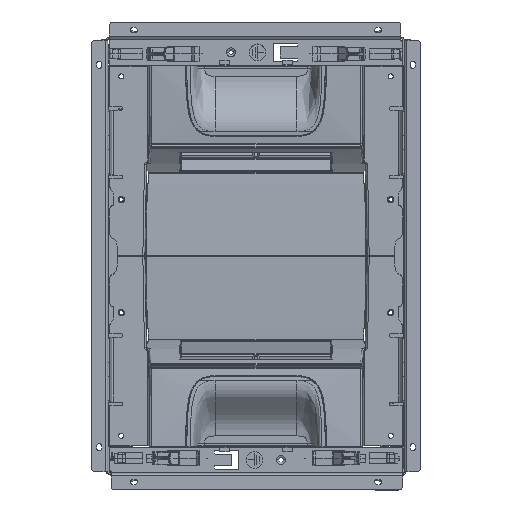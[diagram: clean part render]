
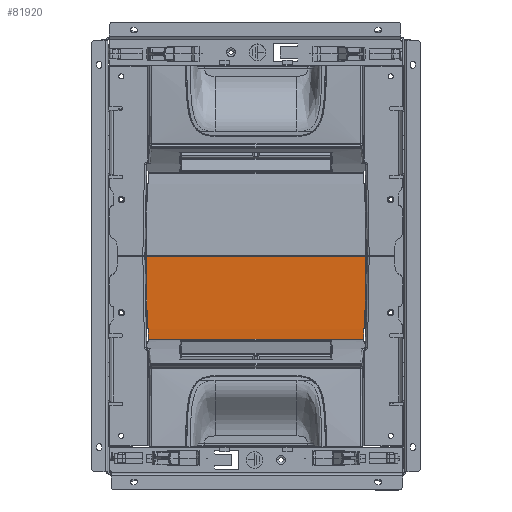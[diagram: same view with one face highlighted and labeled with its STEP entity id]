
A CAD part, top view. The second image highlights one B-rep face of the part: STEP entity #81920.
In plain terms, the highlighted cylindrical face has radius 700 mm (diameter 1400 mm), a partial arc.
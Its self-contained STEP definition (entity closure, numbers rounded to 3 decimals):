
#81895=AXIS2_PLACEMENT_3D('Cylinder Axis2P3D',#81892,#81893,#81894) ;
#76657=CARTESIAN_POINT('Vertex',(-43.606,64.808,2.64)) ;
#76660=CARTESIAN_POINT('Line Origine',(-43.606,65.062,2.64)) ;
#76664=CARTESIAN_POINT('Vertex',(-43.606,65.316,2.64)) ;
#76735=CARTESIAN_POINT('Vertex',(-49.988,64.465,2.213)) ;
#76739=CARTESIAN_POINT('Control Point',(-43.606,64.808,2.64)) ;
#76740=CARTESIAN_POINT('Control Point',(-45.734,64.694,2.508)) ;
#76741=CARTESIAN_POINT('Control Point',(-47.862,64.58,2.365)) ;
#76742=CARTESIAN_POINT('Control Point',(-49.988,64.465,2.213)) ;
#76769=CARTESIAN_POINT('Vertex',(-49.988,-64.465,2.213)) ;
#76772=CARTESIAN_POINT('Line Origine',(-49.988,0.,2.213)) ;
#76799=CARTESIAN_POINT('Vertex',(-43.606,-64.808,2.64)) ;
#76803=CARTESIAN_POINT('Control Point',(-43.606,-64.808,2.64)) ;
#76804=CARTESIAN_POINT('Control Point',(-45.734,-64.694,2.508)) ;
#76805=CARTESIAN_POINT('Control Point',(-47.862,-64.58,2.365)) ;
#76806=CARTESIAN_POINT('Control Point',(-49.988,-64.465,2.213)) ;
#77010=CARTESIAN_POINT('Vertex',(-43.606,-65.316,2.64)) ;
#77013=CARTESIAN_POINT('Line Origine',(-43.606,-65.062,2.64)) ;
#81874=CARTESIAN_POINT('Vertex',(-0.2,66.098,4.)) ;
#81878=CARTESIAN_POINT('Control Point',(-0.2,66.098,4.)) ;
#81879=CARTESIAN_POINT('Control Point',(-8.887,65.947,3.997)) ;
#81880=CARTESIAN_POINT('Control Point',(-17.574,65.792,3.86)) ;
#81881=CARTESIAN_POINT('Control Point',(-26.258,65.636,3.588)) ;
#81882=CARTESIAN_POINT('Control Point',(-34.936,65.477,3.182)) ;
#81883=CARTESIAN_POINT('Control Point',(-43.606,65.316,2.64)) ;
#81892=CARTESIAN_POINT('Axis2P3D Location',(0.,34.25,-696.)) ;
#81898=CARTESIAN_POINT('Control Point',(-0.2,-66.098,4.)) ;
#81899=CARTESIAN_POINT('Control Point',(-14.678,-65.845,3.996)) ;
#81900=CARTESIAN_POINT('Control Point',(-29.157,-65.585,3.542)) ;
#81901=CARTESIAN_POINT('Control Point',(-43.606,-65.316,2.64)) ;
#81902=CARTESIAN_POINT('Vertex',(-0.2,-66.098,4.)) ;
#81905=CARTESIAN_POINT('Line Origine',(-0.2,34.25,4.)) ;
#76661=DIRECTION('Vector Direction',(0.,1.,0.)) ;
#76773=DIRECTION('Vector Direction',(0.,-1.,0.)) ;
#77014=DIRECTION('Vector Direction',(0.,-1.,0.)) ;
#81893=DIRECTION('Axis2P3D Direction',(0.,1.,0.)) ;
#81894=DIRECTION('Axis2P3D XDirection',(-0.072,0.,0.997)) ;
#81906=DIRECTION('Vector Direction',(0.,1.,0.)) ;
#76662=VECTOR('Line Direction',#76661,1.) ;
#76774=VECTOR('Line Direction',#76773,1.) ;
#77015=VECTOR('Line Direction',#77014,1.) ;
#81907=VECTOR('Line Direction',#81906,1.) ;
#81911=ORIENTED_EDGE('',*,*,#81884,.F.) ;
#81912=ORIENTED_EDGE('',*,*,#76666,.F.) ;
#81913=ORIENTED_EDGE('',*,*,#76743,.T.) ;
#81914=ORIENTED_EDGE('',*,*,#76776,.F.) ;
#81915=ORIENTED_EDGE('',*,*,#76807,.F.) ;
#81916=ORIENTED_EDGE('',*,*,#77017,.T.) ;
#81917=ORIENTED_EDGE('',*,*,#81904,.F.) ;
#81918=ORIENTED_EDGE('',*,*,#81909,.F.) ;
#81920=ADVANCED_FACE('Corps principal',(#81919),#81896,.T.) ;
#76738=B_SPLINE_CURVE_WITH_KNOTS('',3,(#76739,#76740,#76741,#76742),.UNSPECIFIED.,.F.,.U.,(4,4),(0.072,9.131),.UNSPECIFIED.) ;
#76802=B_SPLINE_CURVE_WITH_KNOTS('',3,(#76803,#76804,#76805,#76806),.UNSPECIFIED.,.F.,.U.,(4,4),(0.072,9.131),.UNSPECIFIED.) ;
#81877=B_SPLINE_CURVE_WITH_KNOTS('',5,(#81878,#81879,#81880,#81881,#81882,#81883),.UNSPECIFIED.,.F.,.U.,(6,6),(15.586,77.044),.UNSPECIFIED.) ;
#81897=B_SPLINE_CURVE_WITH_KNOTS('',3,(#81898,#81899,#81900,#81901),.UNSPECIFIED.,.F.,.U.,(4,4),(15.586,77.044),.UNSPECIFIED.) ;
#81896=CYLINDRICAL_SURFACE('generated cylinder',#81895,700.) ;
#76666=EDGE_CURVE('',#76658,#76665,#76663,.T.) ;
#76743=EDGE_CURVE('',#76658,#76736,#76738,.T.) ;
#76776=EDGE_CURVE('',#76770,#76736,#76775,.F.) ;
#76807=EDGE_CURVE('',#76800,#76770,#76802,.T.) ;
#77017=EDGE_CURVE('',#76800,#77011,#77016,.T.) ;
#81884=EDGE_CURVE('',#76665,#81875,#81877,.F.) ;
#81904=EDGE_CURVE('',#81903,#77011,#81897,.T.) ;
#81909=EDGE_CURVE('',#81875,#81903,#81908,.F.) ;
#81910=EDGE_LOOP('',(#81911,#81912,#81913,#81914,#81915,#81916,#81917,#81918)) ;
#81919=FACE_OUTER_BOUND('',#81910,.T.) ;
#76663=LINE('Line',#76660,#76662) ;
#76775=LINE('Line',#76772,#76774) ;
#77016=LINE('Line',#77013,#77015) ;
#81908=LINE('Line',#81905,#81907) ;
#76658=VERTEX_POINT('',#76657) ;
#76665=VERTEX_POINT('',#76664) ;
#76736=VERTEX_POINT('',#76735) ;
#76770=VERTEX_POINT('',#76769) ;
#76800=VERTEX_POINT('',#76799) ;
#77011=VERTEX_POINT('',#77010) ;
#81875=VERTEX_POINT('',#81874) ;
#81903=VERTEX_POINT('',#81902) ;
